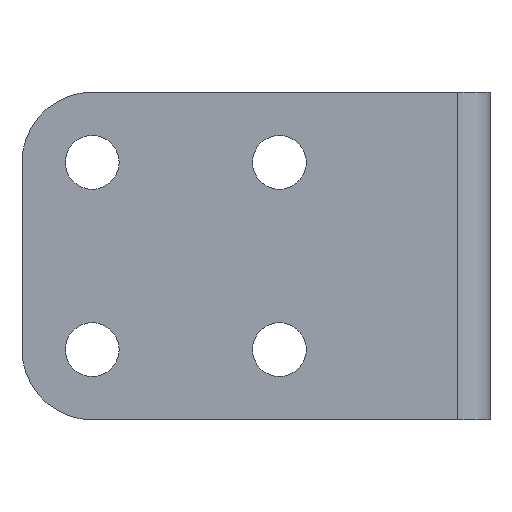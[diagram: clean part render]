
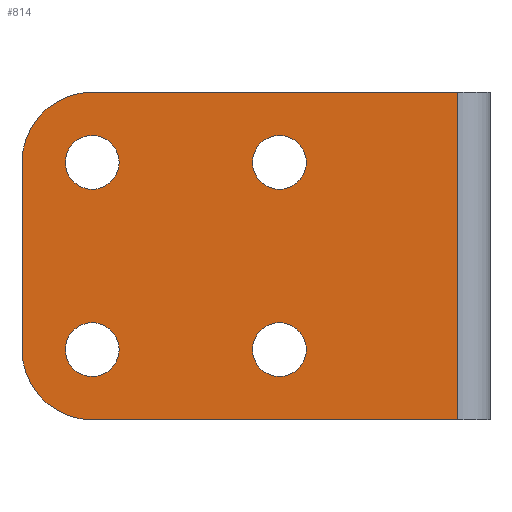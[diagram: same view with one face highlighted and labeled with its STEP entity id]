
A CAD part, left-side view. The second image highlights one B-rep face of the part: STEP entity #814.
In plain terms, the highlighted planar face has unit normal (-1, 0, 0).
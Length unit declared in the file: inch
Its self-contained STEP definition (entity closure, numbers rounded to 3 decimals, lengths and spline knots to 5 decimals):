
#221=CARTESIAN_POINT('',(0.,0.66929,0.43307));
#222=DIRECTION('',(-1.,0.,0.));
#223=DIRECTION('',(0.,0.,1.));
#224=AXIS2_PLACEMENT_3D('',#221,#222,#223);
#239=DIRECTION('',(0.,1.,0.));
#240=VECTOR('',#239,0.61417);
#241=CARTESIAN_POINT('',(0.,0.05512,0.55118));
#242=LINE('',#241,#240);
#243=DIRECTION('',(0.,0.,1.));
#244=VECTOR('',#243,0.55118);
#245=CARTESIAN_POINT('',(0.,0.05512,0.));
#246=LINE('',#245,#244);
#247=CARTESIAN_POINT('',(0.,0.35433,0.43307));
#248=DIRECTION('',(1.,0.,0.));
#249=DIRECTION('',(0.,-1.,0.));
#250=AXIS2_PLACEMENT_3D('',#247,#248,#249);
#252=CARTESIAN_POINT('',(0.,0.35433,0.43307));
#253=DIRECTION('',(1.,0.,0.));
#254=DIRECTION('',(0.,1.,0.));
#255=AXIS2_PLACEMENT_3D('',#252,#253,#254);
#257=CARTESIAN_POINT('',(0.,0.35433,0.11811));
#258=DIRECTION('',(1.,0.,0.));
#259=DIRECTION('',(0.,-1.,0.));
#260=AXIS2_PLACEMENT_3D('',#257,#258,#259);
#262=CARTESIAN_POINT('',(0.,0.35433,0.11811));
#263=DIRECTION('',(1.,0.,0.));
#264=DIRECTION('',(0.,1.,0.));
#265=AXIS2_PLACEMENT_3D('',#262,#263,#264);
#267=CARTESIAN_POINT('',(0.,0.66929,0.11811));
#268=DIRECTION('',(1.,0.,0.));
#269=DIRECTION('',(0.,-1.,0.));
#270=AXIS2_PLACEMENT_3D('',#267,#268,#269);
#272=CARTESIAN_POINT('',(0.,0.66929,0.11811));
#273=DIRECTION('',(1.,0.,0.));
#274=DIRECTION('',(0.,1.,0.));
#275=AXIS2_PLACEMENT_3D('',#272,#273,#274);
#277=CARTESIAN_POINT('',(0.,0.66929,0.43307));
#278=DIRECTION('',(1.,0.,0.));
#279=DIRECTION('',(0.,-1.,0.));
#280=AXIS2_PLACEMENT_3D('',#277,#278,#279);
#282=CARTESIAN_POINT('',(0.,0.66929,0.43307));
#283=DIRECTION('',(1.,0.,0.));
#284=DIRECTION('',(0.,1.,0.));
#285=AXIS2_PLACEMENT_3D('',#282,#283,#284);
#287=DIRECTION('',(0.,1.,0.));
#288=VECTOR('',#287,0.61417);
#289=CARTESIAN_POINT('',(0.,0.05512,0.));
#290=LINE('',#289,#288);
#303=CARTESIAN_POINT('',(0.,0.66929,0.11811));
#304=DIRECTION('',(-1.,0.,0.));
#305=DIRECTION('',(0.,1.,0.));
#306=AXIS2_PLACEMENT_3D('',#303,#304,#305);
#317=DIRECTION('',(0.,0.,1.));
#318=VECTOR('',#317,0.31496);
#319=CARTESIAN_POINT('',(0.,0.7874,0.11811));
#320=LINE('',#319,#318);
#390=CARTESIAN_POINT('',(0.,0.05512,0.));
#392=VERTEX_POINT('',#390);
#394=CARTESIAN_POINT('',(0.,0.05512,0.55118));
#396=VERTEX_POINT('',#394);
#422=CARTESIAN_POINT('',(0.,0.66929,0.55118));
#424=VERTEX_POINT('',#422);
#425=CARTESIAN_POINT('',(0.,0.7874,0.43307));
#426=VERTEX_POINT('',#425);
#430=CARTESIAN_POINT('',(0.,0.7874,0.11811));
#432=VERTEX_POINT('',#430);
#433=CARTESIAN_POINT('',(0.,0.66929,0.));
#434=VERTEX_POINT('',#433);
#485=CARTESIAN_POINT('',(0.,0.62402,0.43307));
#486=CARTESIAN_POINT('',(0.,0.71457,0.43307));
#487=VERTEX_POINT('',#485);
#488=VERTEX_POINT('',#486);
#489=CARTESIAN_POINT('',(0.,0.62402,0.11811));
#490=CARTESIAN_POINT('',(0.,0.71457,0.11811));
#491=VERTEX_POINT('',#489);
#492=VERTEX_POINT('',#490);
#493=CARTESIAN_POINT('',(0.,0.30906,0.11811));
#494=CARTESIAN_POINT('',(0.,0.39961,0.11811));
#495=VERTEX_POINT('',#493);
#496=VERTEX_POINT('',#494);
#497=CARTESIAN_POINT('',(0.,0.30906,0.43307));
#498=CARTESIAN_POINT('',(0.,0.39961,0.43307));
#499=VERTEX_POINT('',#497);
#500=VERTEX_POINT('',#498);
#774=CARTESIAN_POINT('',(0.,0.05512,0.));
#775=DIRECTION('',(-1.,0.,0.));
#776=DIRECTION('',(0.,1.,0.));
#777=AXIS2_PLACEMENT_3D('',#774,#775,#776);
#778=PLANE('',#777);
#779=ORIENTED_EDGE('',*,*,#753,.F.);
#780=ORIENTED_EDGE('',*,*,#769,.F.);
#781=ORIENTED_EDGE('',*,*,#669,.F.);
#783=ORIENTED_EDGE('',*,*,#782,.T.);
#785=ORIENTED_EDGE('',*,*,#784,.F.);
#787=ORIENTED_EDGE('',*,*,#786,.T.);
#788=EDGE_LOOP('',(#779,#780,#781,#783,#785,#787));
#789=FACE_OUTER_BOUND('',#788,.F.);
#791=ORIENTED_EDGE('',*,*,#790,.F.);
#793=ORIENTED_EDGE('',*,*,#792,.F.);
#794=EDGE_LOOP('',(#791,#793));
#795=FACE_BOUND('',#794,.F.);
#797=ORIENTED_EDGE('',*,*,#796,.F.);
#799=ORIENTED_EDGE('',*,*,#798,.F.);
#800=EDGE_LOOP('',(#797,#799));
#801=FACE_BOUND('',#800,.F.);
#803=ORIENTED_EDGE('',*,*,#802,.F.);
#805=ORIENTED_EDGE('',*,*,#804,.F.);
#806=EDGE_LOOP('',(#803,#805));
#807=FACE_BOUND('',#806,.F.);
#809=ORIENTED_EDGE('',*,*,#808,.F.);
#811=ORIENTED_EDGE('',*,*,#810,.F.);
#812=EDGE_LOOP('',(#809,#811));
#813=FACE_BOUND('',#812,.F.);
#814=ADVANCED_FACE('',(#789,#795,#801,#807,#813),#778,.T.);
#225=CIRCLE('',#224,0.11811);
#251=CIRCLE('',#250,0.04528);
#256=CIRCLE('',#255,0.04528);
#261=CIRCLE('',#260,0.04528);
#266=CIRCLE('',#265,0.04528);
#271=CIRCLE('',#270,0.04528);
#276=CIRCLE('',#275,0.04528);
#281=CIRCLE('',#280,0.04528);
#286=CIRCLE('',#285,0.04528);
#307=CIRCLE('',#306,0.11811);
#669=EDGE_CURVE('',#392,#396,#246,.T.);
#753=EDGE_CURVE('',#424,#426,#225,.T.);
#769=EDGE_CURVE('',#396,#424,#242,.T.);
#782=EDGE_CURVE('',#392,#434,#290,.T.);
#784=EDGE_CURVE('',#432,#434,#307,.T.);
#786=EDGE_CURVE('',#432,#426,#320,.T.);
#790=EDGE_CURVE('',#499,#500,#251,.T.);
#792=EDGE_CURVE('',#500,#499,#256,.T.);
#796=EDGE_CURVE('',#495,#496,#261,.T.);
#798=EDGE_CURVE('',#496,#495,#266,.T.);
#802=EDGE_CURVE('',#491,#492,#271,.T.);
#804=EDGE_CURVE('',#492,#491,#276,.T.);
#808=EDGE_CURVE('',#487,#488,#281,.T.);
#810=EDGE_CURVE('',#488,#487,#286,.T.);
